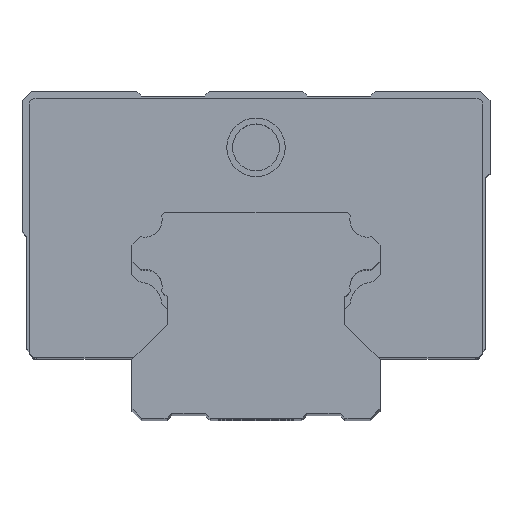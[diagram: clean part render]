
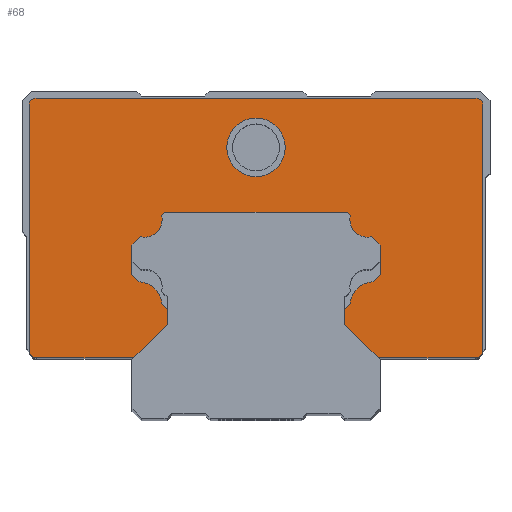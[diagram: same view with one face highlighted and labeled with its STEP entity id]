
A CAD part, top view. The second image highlights one B-rep face of the part: STEP entity #68.
In plain terms, the highlighted planar face has unit normal (0, 0, 1).
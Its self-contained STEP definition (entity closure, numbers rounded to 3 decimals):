
#68=ADVANCED_FACE('',(#290,#291),#292,.T.);
#290=FACE_OUTER_BOUND('',#725,.T.);
#291=FACE_BOUND('',#726,.T.);
#292=PLANE('',#727);
#725=EDGE_LOOP('',(#1257,#1258,#1259,#1260,#1261,#1262,#1263,#1264,#1265,#1266,#1267,#1268,#1269,#1270,#1271,#1272,#1273,#1274,#1275,#1276,#1277,#1278,#1279,#1280,#1281,#1282,#1283,#1284));
#726=EDGE_LOOP('',(#1285,#1286));
#727=AXIS2_PLACEMENT_3D('',#1287,#1288,#1289);
#1257=ORIENTED_EDGE('',*,*,#2915,.F.);
#1258=ORIENTED_EDGE('',*,*,#2916,.F.);
#1259=ORIENTED_EDGE('',*,*,#2917,.F.);
#1260=ORIENTED_EDGE('',*,*,#2918,.F.);
#1261=ORIENTED_EDGE('',*,*,#2919,.F.);
#1262=ORIENTED_EDGE('',*,*,#2895,.F.);
#1263=ORIENTED_EDGE('',*,*,#2914,.F.);
#1264=ORIENTED_EDGE('',*,*,#2920,.F.);
#1265=ORIENTED_EDGE('',*,*,#2921,.F.);
#1266=ORIENTED_EDGE('',*,*,#2922,.F.);
#1267=ORIENTED_EDGE('',*,*,#2923,.F.);
#1268=ORIENTED_EDGE('',*,*,#2924,.F.);
#1269=ORIENTED_EDGE('',*,*,#2925,.F.);
#1270=ORIENTED_EDGE('',*,*,#2926,.F.);
#1271=ORIENTED_EDGE('',*,*,#2927,.F.);
#1272=ORIENTED_EDGE('',*,*,#2928,.F.);
#1273=ORIENTED_EDGE('',*,*,#2929,.F.);
#1274=ORIENTED_EDGE('',*,*,#2930,.F.);
#1275=ORIENTED_EDGE('',*,*,#2931,.F.);
#1276=ORIENTED_EDGE('',*,*,#2932,.F.);
#1277=ORIENTED_EDGE('',*,*,#2933,.F.);
#1278=ORIENTED_EDGE('',*,*,#2934,.F.);
#1279=ORIENTED_EDGE('',*,*,#2935,.F.);
#1280=ORIENTED_EDGE('',*,*,#2936,.F.);
#1281=ORIENTED_EDGE('',*,*,#2937,.F.);
#1282=ORIENTED_EDGE('',*,*,#2938,.F.);
#1283=ORIENTED_EDGE('',*,*,#2939,.F.);
#1284=ORIENTED_EDGE('',*,*,#2940,.F.);
#1285=ORIENTED_EDGE('',*,*,#2941,.F.);
#1286=ORIENTED_EDGE('',*,*,#2942,.F.);
#1287=CARTESIAN_POINT('',(-50.,36.,24.5));
#1288=DIRECTION('',(0.0,0.0,1.0));
#1289=DIRECTION('',(1.0,0.0,0.0));
#2895=EDGE_CURVE('',#3482,#3484,#3485,.T.);
#2914=EDGE_CURVE('',#3512,#3482,#3514,.T.);
#2915=EDGE_CURVE('',#3515,#3516,#3517,.T.);
#2916=EDGE_CURVE('',#3518,#3515,#3519,.T.);
#2917=EDGE_CURVE('',#3520,#3518,#3521,.T.);
#2918=EDGE_CURVE('',#3522,#3520,#3523,.T.);
#2919=EDGE_CURVE('',#3484,#3522,#3524,.T.);
#2920=EDGE_CURVE('',#3525,#3512,#3526,.T.);
#2921=EDGE_CURVE('',#3527,#3525,#3528,.T.);
#2922=EDGE_CURVE('',#3529,#3527,#3530,.T.);
#2923=EDGE_CURVE('',#3531,#3529,#3532,.T.);
#2924=EDGE_CURVE('',#3533,#3531,#3534,.T.);
#2925=EDGE_CURVE('',#3535,#3533,#3536,.T.);
#2926=EDGE_CURVE('',#3537,#3535,#3538,.T.);
#2927=EDGE_CURVE('',#3539,#3537,#3540,.T.);
#2928=EDGE_CURVE('',#3541,#3539,#3542,.T.);
#2929=EDGE_CURVE('',#3543,#3541,#3544,.T.);
#2930=EDGE_CURVE('',#3545,#3543,#3546,.T.);
#2931=EDGE_CURVE('',#3547,#3545,#3548,.T.);
#2932=EDGE_CURVE('',#3549,#3547,#3550,.T.);
#2933=EDGE_CURVE('',#3551,#3549,#3552,.T.);
#2934=EDGE_CURVE('',#3553,#3551,#3554,.T.);
#2935=EDGE_CURVE('',#3555,#3553,#3556,.T.);
#2936=EDGE_CURVE('',#3557,#3555,#3558,.T.);
#2937=EDGE_CURVE('',#3559,#3557,#3560,.T.);
#2938=EDGE_CURVE('',#3561,#3559,#3562,.T.);
#2939=EDGE_CURVE('',#3563,#3561,#3564,.T.);
#2940=EDGE_CURVE('',#3516,#3563,#3565,.T.);
#2941=EDGE_CURVE('',#3566,#3567,#3568,.T.);
#2942=EDGE_CURVE('',#3567,#3566,#3569,.T.);
#3482=VERTEX_POINT('',#4418);
#3484=VERTEX_POINT('',#4421);
#3485=LINE('',#4422,#4423);
#3512=VERTEX_POINT('',#4461);
#3514=LINE('',#4464,#4465);
#3515=VERTEX_POINT('',#4466);
#3516=VERTEX_POINT('',#4467);
#3517=LINE('',#4468,#4469);
#3518=VERTEX_POINT('',#4470);
#3519=LINE('',#4471,#4472);
#3520=VERTEX_POINT('',#4473);
#3521=LINE('',#4474,#4475);
#3522=VERTEX_POINT('',#4476);
#3523=CIRCLE('',#4477,5.3);
#3524=LINE('',#4478,#4479);
#3525=VERTEX_POINT('',#4480);
#3526=CIRCLE('',#4481,5.3);
#3527=VERTEX_POINT('',#4482);
#3528=LINE('',#4483,#4484);
#3529=VERTEX_POINT('',#4485);
#3530=LINE('',#4486,#4487);
#3531=VERTEX_POINT('',#4488);
#3532=LINE('',#4489,#4490);
#3533=VERTEX_POINT('',#4491);
#3534=CIRCLE('',#4492,5.3);
#3535=VERTEX_POINT('',#4493);
#3536=LINE('',#4494,#4495);
#3537=VERTEX_POINT('',#4496);
#3538=LINE('',#4497,#4498);
#3539=VERTEX_POINT('',#4499);
#3540=LINE('',#4500,#4501);
#3541=VERTEX_POINT('',#4502);
#3542=CIRCLE('',#4503,5.3);
#3543=VERTEX_POINT('',#4504);
#3544=LINE('',#4505,#4506);
#3545=VERTEX_POINT('',#4507);
#3546=LINE('',#4508,#4509);
#3547=VERTEX_POINT('',#4510);
#3548=LINE('',#4511,#4512);
#3549=VERTEX_POINT('',#4513);
#3550=LINE('',#4514,#4515);
#3551=VERTEX_POINT('',#4516);
#3552=LINE('',#4517,#4518);
#3553=VERTEX_POINT('',#4519);
#3554=LINE('',#4520,#4521);
#3555=VERTEX_POINT('',#4522);
#3556=CIRCLE('',#4523,1.5);
#3557=VERTEX_POINT('',#4524);
#3558=LINE('',#4525,#4526);
#3559=VERTEX_POINT('',#4527);
#3560=CIRCLE('',#4528,1.5);
#3561=VERTEX_POINT('',#4529);
#3562=LINE('',#4530,#4531);
#3563=VERTEX_POINT('',#4532);
#3564=LINE('',#4533,#4534);
#3565=LINE('',#4535,#4536);
#3566=VERTEX_POINT('',#4537);
#3567=VERTEX_POINT('',#4538);
#3568=CIRCLE('',#4539,6.25);
#3569=CIRCLE('',#4540,6.25);
#4418=CARTESIAN_POINT('',(-26.5,-7.95,24.5));
#4421=CARTESIAN_POINT('',(-26.5,-13.2,24.5));
#4422=CARTESIAN_POINT('',(-26.5,-7.95,24.5));
#4423=VECTOR('',#5707,5.25);
#4461=CARTESIAN_POINT('',(-25.004,-6.454,24.5));
#4464=CARTESIAN_POINT('',(-25.004,-6.454,24.5));
#4465=VECTOR('',#5738,2.116);
#4466=CARTESIAN_POINT('',(-18.55,-25.05,24.5));
#4467=CARTESIAN_POINT('',(-24.5,-31.,24.5));
#4468=CARTESIAN_POINT('',(-18.55,-25.05,24.5));
#4469=VECTOR('',#5739,8.415);
#4470=CARTESIAN_POINT('',(-18.55,-21.15,24.5));
#4471=CARTESIAN_POINT('',(-18.55,-21.15,24.5));
#4472=VECTOR('',#5740,3.9);
#4473=CARTESIAN_POINT('',(-20.047,-19.654,24.5));
#4474=CARTESIAN_POINT('',(-20.047,-19.654,24.5));
#4475=VECTOR('',#5741,2.116);
#4476=CARTESIAN_POINT('',(-25.004,-14.697,24.5));
#4477=AXIS2_PLACEMENT_3D('',#5742,#5743,#5744);
#4478=CARTESIAN_POINT('',(-26.5,-13.2,24.5));
#4479=VECTOR('',#5745,2.116);
#4480=CARTESIAN_POINT('',(-20.047,-1.497,24.5));
#4481=AXIS2_PLACEMENT_3D('',#5746,#5747,#5748);
#4482=CARTESIAN_POINT('',(-18.55,0.,24.5));
#4483=CARTESIAN_POINT('',(-18.55,0.,24.5));
#4484=VECTOR('',#5749,2.116);
#4485=CARTESIAN_POINT('',(18.549,0.,24.5));
#4486=CARTESIAN_POINT('',(18.549,0.,24.5));
#4487=VECTOR('',#5750,37.1);
#4488=CARTESIAN_POINT('',(20.045,-1.496,24.5));
#4489=CARTESIAN_POINT('',(20.045,-1.496,24.5));
#4490=VECTOR('',#5751,2.115);
#4491=CARTESIAN_POINT('',(25.003,-6.454,24.5));
#4492=AXIS2_PLACEMENT_3D('',#5752,#5753,#5754);
#4493=CARTESIAN_POINT('',(26.5,-7.951,24.5));
#4494=CARTESIAN_POINT('',(26.5,-7.951,24.5));
#4495=VECTOR('',#5755,2.116);
#4496=CARTESIAN_POINT('',(26.5,-13.2,24.5));
#4497=CARTESIAN_POINT('',(26.5,-13.2,24.5));
#4498=VECTOR('',#5756,5.25);
#4499=CARTESIAN_POINT('',(25.003,-14.697,24.5));
#4500=CARTESIAN_POINT('',(25.003,-14.697,24.5));
#4501=VECTOR('',#5757,2.116);
#4502=CARTESIAN_POINT('',(20.046,-19.654,24.5));
#4503=AXIS2_PLACEMENT_3D('',#5758,#5759,#5760);
#4504=CARTESIAN_POINT('',(18.55,-21.15,24.5));
#4505=CARTESIAN_POINT('',(18.55,-21.15,24.5));
#4506=VECTOR('',#5761,2.116);
#4507=CARTESIAN_POINT('',(18.55,-25.05,24.5));
#4508=CARTESIAN_POINT('',(18.55,-25.05,24.5));
#4509=VECTOR('',#5762,3.9);
#4510=CARTESIAN_POINT('',(24.5,-31.,24.5));
#4511=CARTESIAN_POINT('',(24.5,-31.,24.5));
#4512=VECTOR('',#5763,8.415);
#4513=CARTESIAN_POINT('',(47.5,-31.,24.5));
#4514=CARTESIAN_POINT('',(47.5,-31.,24.5));
#4515=VECTOR('',#5764,23.0);
#4516=CARTESIAN_POINT('',(48.5,-30.,24.5));
#4517=CARTESIAN_POINT('',(48.5,-30.,24.5));
#4518=VECTOR('',#5765,1.414);
#4519=CARTESIAN_POINT('',(48.5,23.,24.5));
#4520=CARTESIAN_POINT('',(48.5,23.,24.5));
#4521=VECTOR('',#5766,53.0);
#4522=CARTESIAN_POINT('',(47.,24.5,24.5));
#4523=AXIS2_PLACEMENT_3D('',#5767,#5768,#5769);
#4524=CARTESIAN_POINT('',(-47.,24.5,24.5));
#4525=CARTESIAN_POINT('',(-47.,24.5,24.5));
#4526=VECTOR('',#5770,94.0);
#4527=CARTESIAN_POINT('',(-48.5,23.,24.5));
#4528=AXIS2_PLACEMENT_3D('',#5771,#5772,#5773);
#4529=CARTESIAN_POINT('',(-48.5,-30.,24.5));
#4530=CARTESIAN_POINT('',(-48.5,-30.,24.5));
#4531=VECTOR('',#5774,53.0);
#4532=CARTESIAN_POINT('',(-47.5,-31.,24.5));
#4533=CARTESIAN_POINT('',(-47.5,-31.,24.5));
#4534=VECTOR('',#5775,1.414);
#4535=CARTESIAN_POINT('',(-24.5,-31.,24.5));
#4536=VECTOR('',#5776,23.0);
#4537=CARTESIAN_POINT('',(-6.25,14.,24.5));
#4538=CARTESIAN_POINT('',(6.25,14.,24.5));
#4539=AXIS2_PLACEMENT_3D('',#5777,#5778,#5779);
#4540=AXIS2_PLACEMENT_3D('',#5780,#5781,#5782);
#5707=DIRECTION('',(0.,-1.,0.0));
#5738=DIRECTION('',(-0.707,-0.707,0.0));
#5739=DIRECTION('',(-0.707,-0.707,0.0));
#5740=DIRECTION('',(0.,-1.0,0.0));
#5741=DIRECTION('',(0.707,-0.707,0.0));
#5742=CARTESIAN_POINT('',(-25.336,-19.986,24.5));
#5743=DIRECTION('',(0.0,0.0,-1.0));
#5744=DIRECTION('',(0.063,0.998,0.0));
#5745=DIRECTION('',(0.707,-0.707,0.0));
#5746=CARTESIAN_POINT('',(-25.336,-1.165,24.5));
#5747=DIRECTION('',(0.0,0.0,-1.0));
#5748=DIRECTION('',(0.998,-0.063,0.0));
#5749=DIRECTION('',(-0.707,-0.707,0.0));
#5750=DIRECTION('',(-1.0,0.0,0.0));
#5751=DIRECTION('',(-0.707,0.707,0.0));
#5752=CARTESIAN_POINT('',(25.335,-1.165,24.5));
#5753=DIRECTION('',(-0.0,0.0,-1.0));
#5754=DIRECTION('',(-0.063,-0.998,0.0));
#5755=DIRECTION('',(-0.707,0.707,0.0));
#5756=DIRECTION('',(0.,1.,0.0));
#5757=DIRECTION('',(0.707,0.707,0.0));
#5758=CARTESIAN_POINT('',(25.335,-19.986,24.5));
#5759=DIRECTION('',(0.0,0.0,-1.0));
#5760=DIRECTION('',(-0.998,0.063,0.0));
#5761=DIRECTION('',(0.707,0.707,0.0));
#5762=DIRECTION('',(0.,1.0,0.0));
#5763=DIRECTION('',(-0.707,0.707,0.0));
#5764=DIRECTION('',(-1.0,0.0,0.0));
#5765=DIRECTION('',(-0.707,-0.707,0.0));
#5766=DIRECTION('',(0.0,-1.0,0.0));
#5767=CARTESIAN_POINT('',(47.,23.,24.5));
#5768=DIRECTION('',(0.0,0.0,-1.0));
#5769=DIRECTION('',(0.0,1.0,0.0));
#5770=DIRECTION('',(1.0,0.0,0.0));
#5771=CARTESIAN_POINT('',(-47.,23.,24.5));
#5772=DIRECTION('',(0.0,0.0,-1.0));
#5773=DIRECTION('',(-1.0,0.0,0.0));
#5774=DIRECTION('',(0.0,1.0,0.0));
#5775=DIRECTION('',(-0.707,0.707,0.0));
#5776=DIRECTION('',(-1.0,0.0,0.0));
#5777=CARTESIAN_POINT('',(0.,14.,24.5));
#5778=DIRECTION('',(0.0,0.0,1.0));
#5779=DIRECTION('',(-1.0,0.0,0.0));
#5780=CARTESIAN_POINT('',(0.,14.,24.5));
#5781=DIRECTION('',(0.0,0.0,1.0));
#5782=DIRECTION('',(1.0,0.0,0.0));
